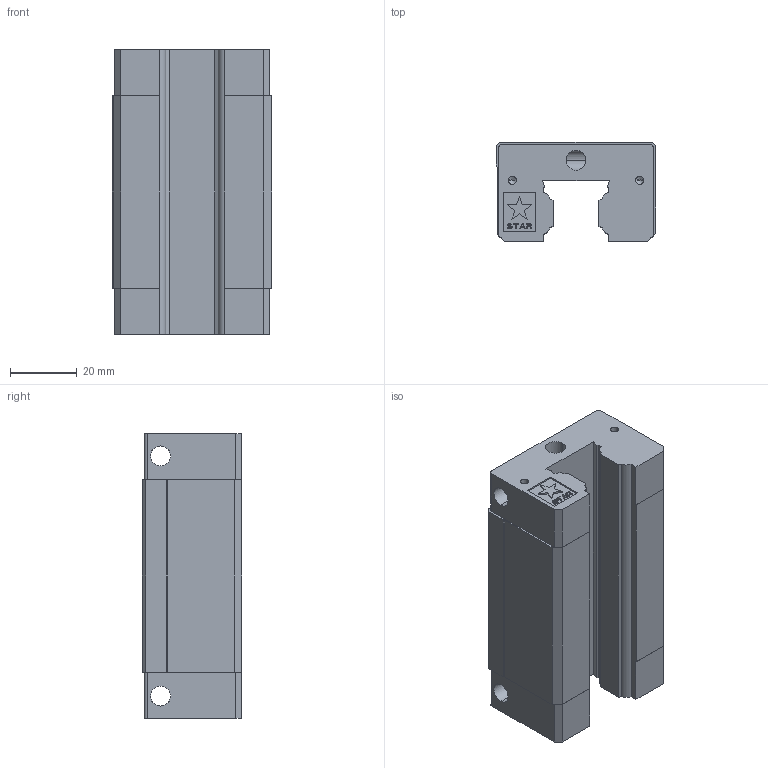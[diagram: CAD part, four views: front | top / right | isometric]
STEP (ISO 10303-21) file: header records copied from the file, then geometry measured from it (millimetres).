
FILE_DESCRIPTION (( 'STEP AP214' ), '1' );
FILE_NAME ('Rexroth-Runner-Block-R162221420.step', '2020-07-02T08:05:06', ( '' ), ( '' ), 'SwSTEP 2.0', 'SolidWorks 2010', '' );
FILE_SCHEMA (( 'AUTOMOTIVE_DESIGN' ));
Length unit declared in the file: millimetre
Products named in the file (1): Rexroth-Runner-Block-R162221420
Bounding box: 48 x 29.9 x 85.6 mm (x, y, z)
Volume: 90173.5 mm3; surface area: 21538.6 mm2
Topology: 1 solids, 1 shells, 334 faces, 938 edges, 612 vertices
Faces by surface type: plane 286, cylinder 32, cone 16
Entity records: 10512 total; most frequent: CARTESIAN_POINT 1893, ORIENTED_EDGE 1844, DIRECTION 1644, EDGE_CURVE 922, LINE 854, VECTOR 854, VERTEX_POINT 612, AXIS2_PLACEMENT_3D 395
